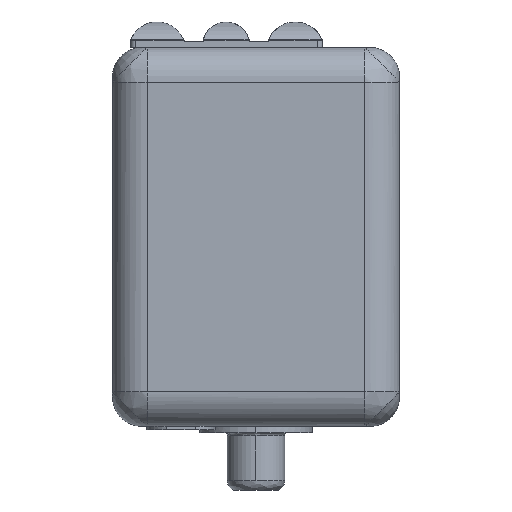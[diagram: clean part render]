
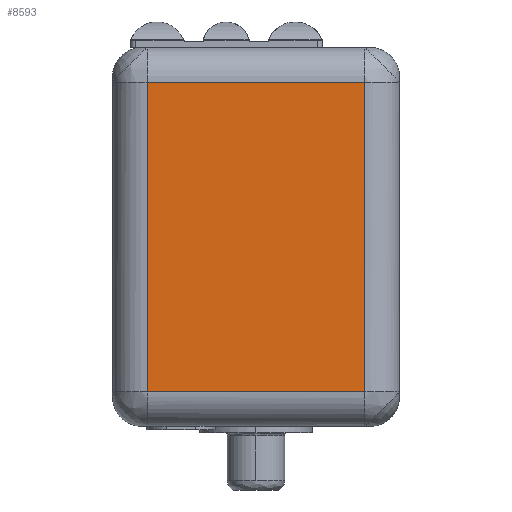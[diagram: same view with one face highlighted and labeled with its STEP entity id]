
A CAD part, front view. The second image highlights one B-rep face of the part: STEP entity #8593.
In plain terms, the highlighted planar face has unit normal (0, -1, 0).
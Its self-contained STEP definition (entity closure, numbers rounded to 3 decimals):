
#192 = DIRECTION ( 'NONE',  ( -1., 0., 0. ) ) ;
#234 = LINE ( 'NONE', #4214, #586 ) ;
#586 = VECTOR ( 'NONE', #192, 1000. ) ;
#662 = DIRECTION ( 'NONE',  ( 0., 0., -1. ) ) ;
#848 = ORIENTED_EDGE ( 'NONE', *, *, #3990, .F. ) ;
#994 = CARTESIAN_POINT ( 'NONE',  ( 0., 0., 3.848 ) ) ;
#1656 = EDGE_CURVE ( 'NONE', #3605, #2671, #234, .T. ) ;
#2233 = DIRECTION ( 'NONE',  ( 1., 0., 0. ) ) ;
#2276 = ORIENTED_EDGE ( 'NONE', *, *, #3585, .T. ) ;
#2399 = DIRECTION ( 'NONE',  ( 1., 0., 0. ) ) ;
#2626 = CARTESIAN_POINT ( 'NONE',  ( -2.705, 0., 0. ) ) ;
#2671 = VERTEX_POINT ( 'NONE', #7230 ) ;
#3585 = EDGE_CURVE ( 'NONE', #5616, #2671, #8685, .T. ) ;
#3605 = VERTEX_POINT ( 'NONE', #8070 ) ;
#3720 = CARTESIAN_POINT ( 'NONE',  ( 2.705, 0., 3.848 ) ) ;
#3990 = EDGE_CURVE ( 'NONE', #5616, #8680, #7675, .T. ) ;
#4208 = ORIENTED_EDGE ( 'NONE', *, *, #4264, .F. ) ;
#4214 = CARTESIAN_POINT ( 'NONE',  ( 0., 0., -3.848 ) ) ;
#4264 = EDGE_CURVE ( 'NONE', #8680, #3605, #6327, .T. ) ;
#4399 = VECTOR ( 'NONE', #662, 1000. ) ;
#4423 = FACE_OUTER_BOUND ( 'NONE', #6804, .T. ) ;
#4431 = AXIS2_PLACEMENT_3D ( 'NONE', #7149, #7841, #2399 ) ;
#5068 = CARTESIAN_POINT ( 'NONE',  ( -2.705, 0., 3.848 ) ) ;
#5249 = VECTOR ( 'NONE', #5631, 1000. ) ;
#5616 = VERTEX_POINT ( 'NONE', #5068 ) ;
#5631 = DIRECTION ( 'NONE',  ( 0., 0., -1. ) ) ;
#5790 = CARTESIAN_POINT ( 'NONE',  ( 2.705, 0., 0. ) ) ;
#5852 = PLANE ( 'NONE',  #4431 ) ;
#5967 = VECTOR ( 'NONE', #2233, 1000. ) ;
#6327 = LINE ( 'NONE', #5790, #5249 ) ;
#6804 = EDGE_LOOP ( 'NONE', ( #7658, #4208, #848, #2276 ) ) ;
#7149 = CARTESIAN_POINT ( 'NONE',  ( -2.813, 0., 4.002 ) ) ;
#7230 = CARTESIAN_POINT ( 'NONE',  ( -2.705, 0., -3.848 ) ) ;
#7658 = ORIENTED_EDGE ( 'NONE', *, *, #1656, .F. ) ;
#7675 = LINE ( 'NONE', #994, #5967 ) ;
#7841 = DIRECTION ( 'NONE',  ( 0., 1., 0. ) ) ;
#8070 = CARTESIAN_POINT ( 'NONE',  ( 2.705, 0., -3.848 ) ) ;
#8593 = ADVANCED_FACE ( 'NONE', ( #4423 ), #5852, .F. ) ;
#8680 = VERTEX_POINT ( 'NONE', #3720 ) ;
#8685 = LINE ( 'NONE', #2626, #4399 ) ;
